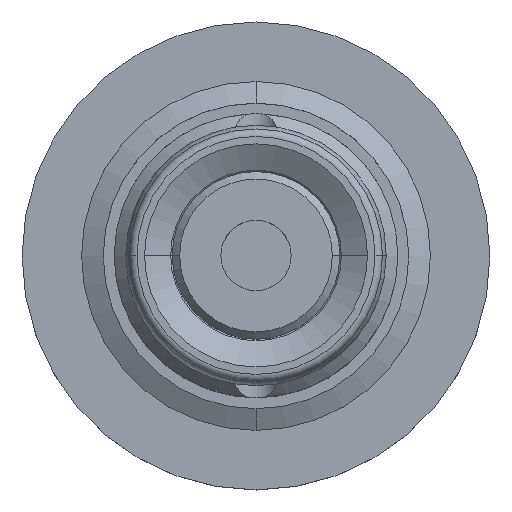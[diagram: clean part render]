
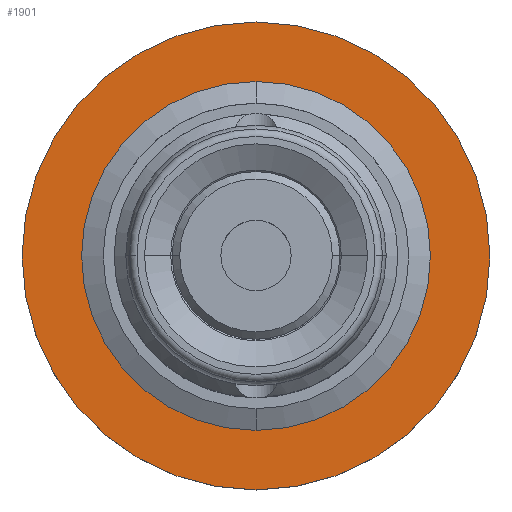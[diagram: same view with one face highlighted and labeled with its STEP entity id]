
A CAD part, top view. The second image highlights one B-rep face of the part: STEP entity #1901.
In plain terms, the highlighted planar face has unit normal (0, 0, 1).
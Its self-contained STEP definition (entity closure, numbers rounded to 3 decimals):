
#114=CARTESIAN_POINT('',(0.,0.,2.));
#115=DIRECTION('',(0.,0.,-1.));
#116=DIRECTION('',(0.,1.,0.));
#117=AXIS2_PLACEMENT_3D('',#114,#115,#116);
#123=CARTESIAN_POINT('',(0.,0.,2.));
#124=DIRECTION('',(0.,0.,1.));
#125=DIRECTION('',(0.,1.,0.));
#126=AXIS2_PLACEMENT_3D('',#123,#124,#125);
#132=CARTESIAN_POINT('',(0.,0.,2.));
#133=DIRECTION('',(0.,0.,-1.));
#134=DIRECTION('',(0.,1.,0.));
#135=AXIS2_PLACEMENT_3D('',#132,#133,#134);
#137=CARTESIAN_POINT('',(0.,0.,2.));
#138=DIRECTION('',(0.,0.,-1.));
#139=DIRECTION('',(0.,-1.,0.));
#140=AXIS2_PLACEMENT_3D('',#137,#138,#139);
#1780=CARTESIAN_POINT('',(0.,7.94,2.));
#1782=VERTEX_POINT('',#1780);
#1784=CARTESIAN_POINT('',(0.,-7.94,2.));
#1786=VERTEX_POINT('',#1784);
#1820=CARTESIAN_POINT('',(0.,5.92,2.));
#1821=CARTESIAN_POINT('',(0.,-5.92,2.));
#1822=VERTEX_POINT('',#1820);
#1823=VERTEX_POINT('',#1821);
#1886=CARTESIAN_POINT('',(0.,0.,2.));
#1887=DIRECTION('',(0.,0.,-1.));
#1888=DIRECTION('',(0.,1.,0.));
#1889=AXIS2_PLACEMENT_3D('',#1886,#1887,#1888);
#1890=PLANE('',#1889);
#1891=ORIENTED_EDGE('',*,*,#1866,.F.);
#1892=ORIENTED_EDGE('',*,*,#1843,.T.);
#1893=EDGE_LOOP('',(#1891,#1892));
#1894=FACE_OUTER_BOUND('',#1893,.F.);
#1896=ORIENTED_EDGE('',*,*,#1895,.F.);
#1898=ORIENTED_EDGE('',*,*,#1897,.F.);
#1899=EDGE_LOOP('',(#1896,#1898));
#1900=FACE_BOUND('',#1899,.F.);
#1901=ADVANCED_FACE('',(#1894,#1900),#1890,.F.);
#118=CIRCLE('',#117,7.94);
#127=CIRCLE('',#126,7.94);
#136=CIRCLE('',#135,5.92);
#141=CIRCLE('',#140,5.92);
#1843=EDGE_CURVE('',#1782,#1786,#118,.T.);
#1866=EDGE_CURVE('',#1782,#1786,#127,.T.);
#1895=EDGE_CURVE('',#1822,#1823,#136,.T.);
#1897=EDGE_CURVE('',#1823,#1822,#141,.T.);
